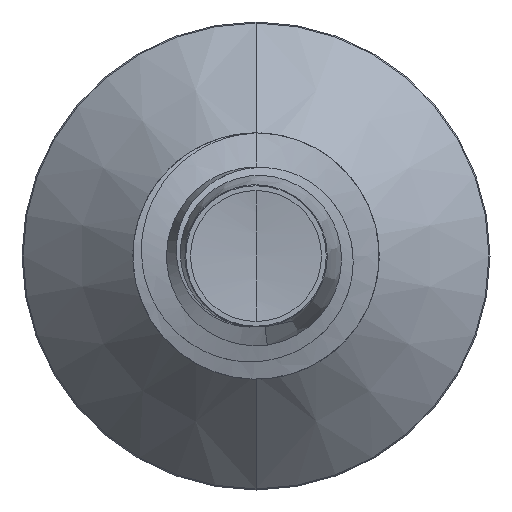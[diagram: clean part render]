
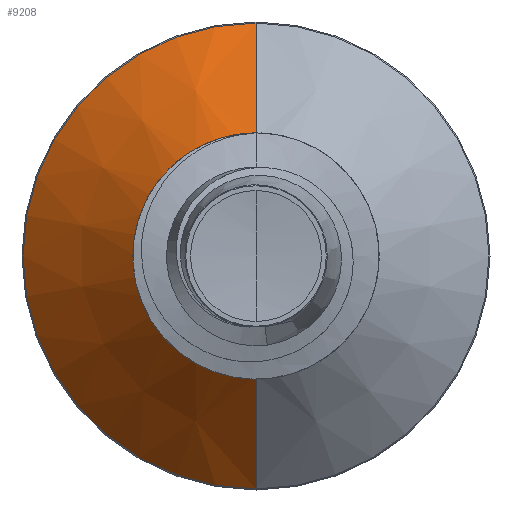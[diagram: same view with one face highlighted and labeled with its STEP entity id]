
A CAD part, front view. The second image highlights one B-rep face of the part: STEP entity #9208.
In plain terms, the highlighted conical face has half-angle 45 degrees and reference radius 0.97 mm.
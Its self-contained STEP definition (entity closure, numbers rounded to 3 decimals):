
#326 = VECTOR ( 'NONE', #4625, 1000. ) ;
#366 = LINE ( 'NONE', #4691, #326 ) ;
#447 = DIRECTION ( 'NONE',  ( 0., 0.707, -0.707 ) ) ;
#1016 = EDGE_CURVE ( 'NONE', #4109, #4252, #4277, .T. ) ;
#1133 = AXIS2_PLACEMENT_3D ( 'NONE', #9130, #9142, #9119 ) ;
#1750 = ORIENTED_EDGE ( 'NONE', *, *, #3165, .T. ) ;
#2928 = CIRCLE ( 'NONE', #12205, 0.97 ) ;
#3165 = EDGE_CURVE ( 'NONE', #4109, #5366, #2928, .T. ) ;
#3577 = DIRECTION ( 'NONE',  ( 0., 0., 1. ) ) ;
#3580 = DIRECTION ( 'NONE',  ( 0., 1., 0. ) ) ;
#3594 = CARTESIAN_POINT ( 'NONE',  ( 0., 2.72, 0. ) ) ;
#3633 = ORIENTED_EDGE ( 'NONE', *, *, #5523, .T. ) ;
#3884 = CARTESIAN_POINT ( 'NONE',  ( 0., 2.72, -0.97 ) ) ;
#4109 = VERTEX_POINT ( 'NONE', #8981 ) ;
#4252 = VERTEX_POINT ( 'NONE', #8470 ) ;
#4263 = VECTOR ( 'NONE', #447, 1000. ) ;
#4277 = LINE ( 'NONE', #3884, #4263 ) ;
#4625 = DIRECTION ( 'NONE',  ( 0., 0.707, 0.707 ) ) ;
#4691 = CARTESIAN_POINT ( 'NONE',  ( 0., 2.72, 0.97 ) ) ;
#4770 = CARTESIAN_POINT ( 'NONE',  ( 0., 3.641, 1.891 ) ) ;
#5226 = DIRECTION ( 'NONE',  ( 0., 0., 1. ) ) ;
#5268 = DIRECTION ( 'NONE',  ( 0., 1., 0. ) ) ;
#5311 = CARTESIAN_POINT ( 'NONE',  ( 0., 3.641, 0. ) ) ;
#5355 = CARTESIAN_POINT ( 'NONE',  ( 0., 2.72, 0.97 ) ) ;
#5366 = VERTEX_POINT ( 'NONE', #5355 ) ;
#5523 = EDGE_CURVE ( 'NONE', #5366, #10583, #366, .T. ) ;
#8059 = ORIENTED_EDGE ( 'NONE', *, *, #1016, .F. ) ;
#8470 = CARTESIAN_POINT ( 'NONE',  ( 0., 3.641, -1.891 ) ) ;
#8668 = AXIS2_PLACEMENT_3D ( 'NONE', #5311, #5268, #5226 ) ;
#8981 = CARTESIAN_POINT ( 'NONE',  ( 0., 2.72, -0.97 ) ) ;
#9119 = DIRECTION ( 'NONE',  ( 0., 0., 1. ) ) ;
#9130 = CARTESIAN_POINT ( 'NONE',  ( 0., 2.72, 0. ) ) ;
#9142 = DIRECTION ( 'NONE',  ( 0., 1., 0. ) ) ;
#9208 = ADVANCED_FACE ( 'NONE', ( #10247 ), #12218, .T. ) ;
#9438 = EDGE_LOOP ( 'NONE', ( #8059, #1750, #3633, #9675 ) ) ;
#9675 = ORIENTED_EDGE ( 'NONE', *, *, #11867, .F. ) ;
#10006 = CIRCLE ( 'NONE', #8668, 1.891 ) ;
#10247 = FACE_OUTER_BOUND ( 'NONE', #9438, .T. ) ;
#10583 = VERTEX_POINT ( 'NONE', #4770 ) ;
#11867 = EDGE_CURVE ( 'NONE', #4252, #10583, #10006, .T. ) ;
#12205 = AXIS2_PLACEMENT_3D ( 'NONE', #3594, #3580, #3577 ) ;
#12218 = CONICAL_SURFACE ( 'NONE', #1133, 0.97, 0.785 ) ;
